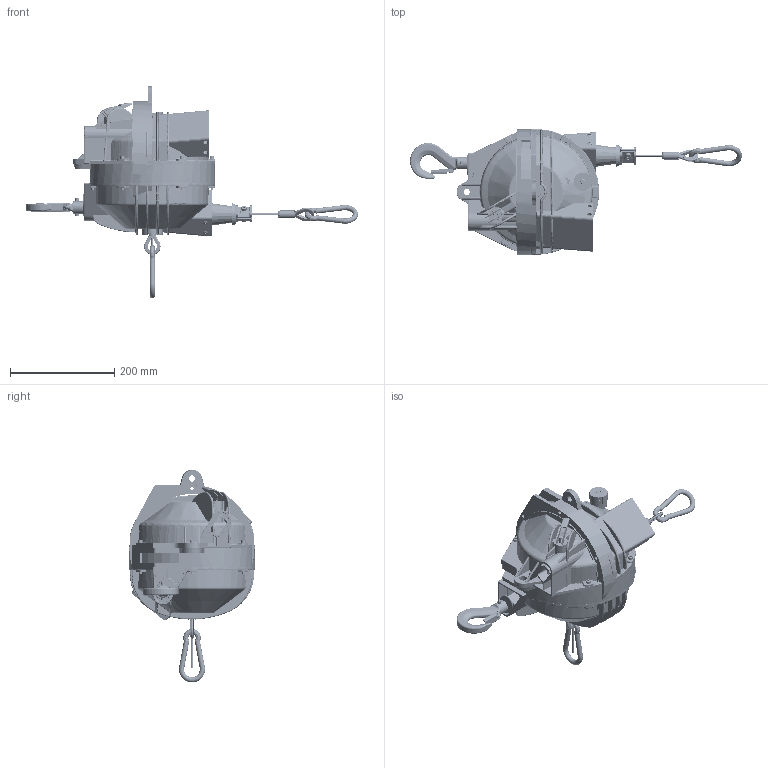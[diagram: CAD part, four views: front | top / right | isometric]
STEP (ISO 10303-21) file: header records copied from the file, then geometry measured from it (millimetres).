
FILE_DESCRIPTION( ( 'Unknown' ), '1' );
FILE_NAME( '9370-71.stp', 'Unknown', ( 'Unknown' ), ( 'Unknown' ), 'XStep 1.0', 'Unknown', ' ' );
FILE_SCHEMA( ( 'automotive_design' ) );
Length unit declared in the file: millimetre
Products named in the file (42): Assem1; Assem2; Assem3; 30358; 20128; 20132; 32043; 20131; 33033; V-tcei_M6x_10; 30275; 33020; Dado Esagonale_M5; 70082; 30643; leva gancio9405; V-Tbei_M3x_16; 49026; 30638; 30353; 10101; 10122; 30356; 30347; 10496; 32106; 31221; 31220; V-tcei_M4x_30; DADO AUTOBLOCCANTE ES_M4; VITE TS_CALOTTA M5 X 8 UNI 7689 Z_B; 31169; V-Scei_M5x_8; 44176; Anello-Elastico_D20; V-tcei_M5x_60; 38299; 38581; 30348-oa0; 30348-oa1 ...
Bounding box: 635.55 x 240.1 x 407.21 mm (x, y, z)
Volume: 3852514.2 mm3; surface area: 1412843.5 mm2
Topology: 119 solids, 119 shells, 5629 faces, 14081 edges, 8569 vertices
Faces by surface type: plane 1761, cylinder 1654, bspline 1076, torus 508, cone 467, sphere 131, extrusion 32
Full cylindrical faces by diameter (mm): 2 x4, 3 x14, 4 x16, 4.25 x2, 4.68 x2, 4.917 x7, 5 x31, 5.5 x14, 6 x24, 6.2 x2, 6.5 x21, 7 x4, 8 x16, 8.5 x9, 9 x10, 9.2 x5, 9.5 x2, 10 x21, 11.5 x4, 11.835 x2, 12 x2, 13 x4, 13.5 x2, 13.8 x4, 14 x14, 15 x6, 18.792 x2, 18.8 x2, 20 x16, 23 x4
Entity records: 111691 total; most frequent: CARTESIAN_POINT 57811, ORIENTED_EDGE 11400, DIRECTION 10462, EDGE_CURVE 5700, AXIS2_PLACEMENT_3D 4345, VERTEX_POINT 3627, EDGE_LOOP 2803, FACE_OUTER_BOUND 2561
